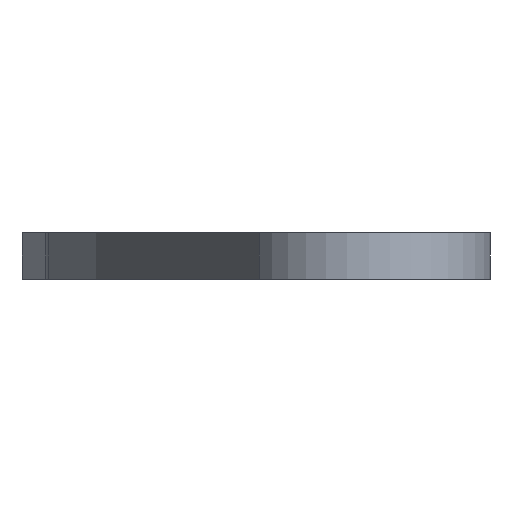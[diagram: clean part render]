
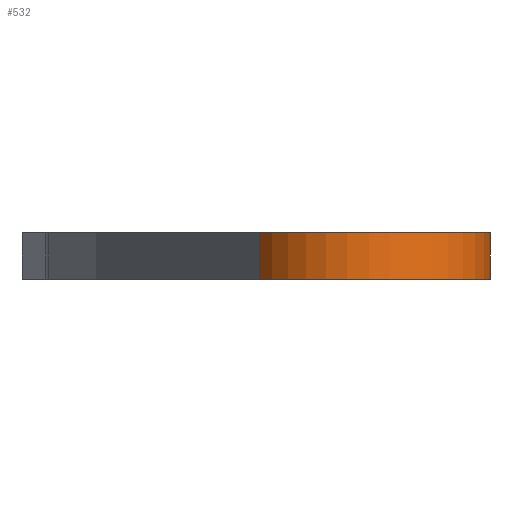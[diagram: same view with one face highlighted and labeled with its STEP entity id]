
A CAD part, front view. The second image highlights one B-rep face of the part: STEP entity #532.
In plain terms, the highlighted cylindrical face has radius 8.5 mm (diameter 17 mm), a partial arc.
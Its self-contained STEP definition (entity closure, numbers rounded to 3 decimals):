
#27=CYLINDRICAL_SURFACE('',#610,8.5);
#72=FACE_OUTER_BOUND('',#108,.T.);
#108=EDGE_LOOP('',(#487,#488,#489,#490));
#148=LINE('',#930,#188);
#149=LINE('',#932,#189);
#188=VECTOR('',#770,10.);
#189=VECTOR('',#773,10.);
#198=CIRCLE('',#558,8.5);
#223=CIRCLE('',#591,8.5);
#235=VERTEX_POINT('',#800);
#236=VERTEX_POINT('',#802);
#269=VERTEX_POINT('',#885);
#270=VERTEX_POINT('',#887);
#286=EDGE_CURVE('',#236,#235,#198,.T.);
#329=EDGE_CURVE('',#269,#270,#223,.T.);
#350=EDGE_CURVE('',#235,#270,#148,.T.);
#351=EDGE_CURVE('',#236,#269,#149,.T.);
#487=ORIENTED_EDGE('',*,*,#286,.T.);
#488=ORIENTED_EDGE('',*,*,#350,.T.);
#489=ORIENTED_EDGE('',*,*,#329,.F.);
#490=ORIENTED_EDGE('',*,*,#351,.F.);
#532=ADVANCED_FACE('',(#72),#27,.T.);
#558=AXIS2_PLACEMENT_3D('',#803,#633,#634);
#591=AXIS2_PLACEMENT_3D('',#888,#717,#718);
#610=AXIS2_PLACEMENT_3D('',#931,#771,#772);
#633=DIRECTION('center_axis',(0.,0.,
1.));
#634=DIRECTION('ref_axis',(-0.851,-0.525,0.));
#717=DIRECTION('center_axis',(0.,0.,
1.));
#718=DIRECTION('ref_axis',(-0.851,-0.525,0.));
#770=DIRECTION('',(0.,0.,1.));
#771=DIRECTION('center_axis',(0.,0.,
1.));
#772=DIRECTION('ref_axis',(-0.851,-0.525,0.));
#773=DIRECTION('',(0.,0.,1.));
#800=CARTESIAN_POINT('',(203.776,-124.057,0.));
#802=CARTESIAN_POINT('',(189.305,-132.979,0.));
#803=CARTESIAN_POINT('Origin',(196.54,-128.518,0.));
#885=CARTESIAN_POINT('',(189.305,-132.979,3.175));
#887=CARTESIAN_POINT('',(203.776,-124.057,3.175));
#888=CARTESIAN_POINT('Origin',(196.54,-128.518,3.175));
#930=CARTESIAN_POINT('',(203.776,-124.057,0.));
#931=CARTESIAN_POINT('Origin',(196.54,-128.518,0.));
#932=CARTESIAN_POINT('',(189.305,-132.979,0.));
